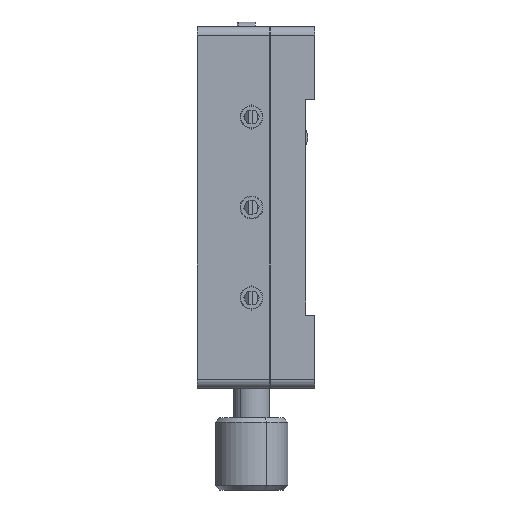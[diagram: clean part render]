
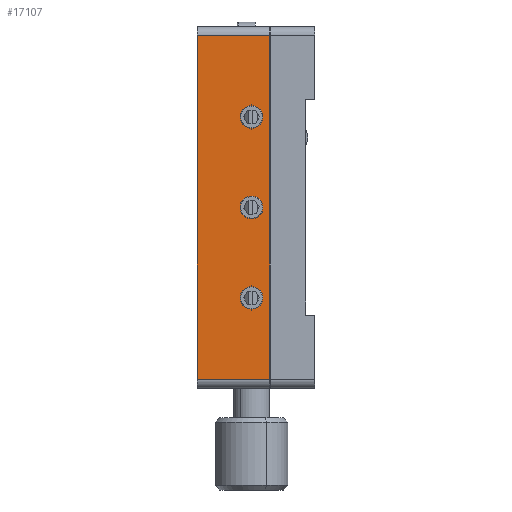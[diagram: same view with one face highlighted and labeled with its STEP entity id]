
A CAD part, left-side view. The second image highlights one B-rep face of the part: STEP entity #17107.
In plain terms, the highlighted planar face has unit normal (-1, 0, 0).
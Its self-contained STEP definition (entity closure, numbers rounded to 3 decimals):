
#191 = CARTESIAN_POINT ( 'NONE',  ( -20., 6., 10. ) ) ;
#265 = DIRECTION ( 'NONE',  ( 0., 0., 1. ) ) ;
#1067 = DIRECTION ( 'NONE',  ( -1., 0., 0. ) ) ;
#1232 = LINE ( 'NONE', #11666, #12326 ) ;
#1728 = VERTEX_POINT ( 'NONE', #14911 ) ;
#1808 = DIRECTION ( 'NONE',  ( -1., 0., 0. ) ) ;
#1838 = ORIENTED_EDGE ( 'NONE', *, *, #9977, .F. ) ;
#1899 = EDGE_CURVE ( 'NONE', #18279, #3019, #11023, .T. ) ;
#2035 = VECTOR ( 'NONE', #18351, 1000. ) ;
#2071 = CARTESIAN_POINT ( 'NONE',  ( -20., 6., 10. ) ) ;
#2114 = EDGE_CURVE ( 'NONE', #3019, #18279, #13187, .T. ) ;
#2121 = FACE_OUTER_BOUND ( 'NONE', #3515, .T. ) ;
#2606 = CARTESIAN_POINT ( 'NONE',  ( -20., 6., -8.75 ) ) ;
#2809 = CARTESIAN_POINT ( 'NONE',  ( -20., 4., -19. ) ) ;
#2835 = VECTOR ( 'NONE', #4632, 1000. ) ;
#3019 = VERTEX_POINT ( 'NONE', #10490 ) ;
#3294 = VERTEX_POINT ( 'NONE', #9803 ) ;
#3515 = EDGE_LOOP ( 'NONE', ( #9136, #16265, #5555, #5064 ) ) ;
#3830 = LINE ( 'NONE', #12517, #2835 ) ;
#4116 = AXIS2_PLACEMENT_3D ( 'NONE', #7080, #1067, #10457 ) ;
#4171 = DIRECTION ( 'NONE',  ( 0., -1., 0. ) ) ;
#4186 = VERTEX_POINT ( 'NONE', #2606 ) ;
#4632 = DIRECTION ( 'NONE',  ( 0., -1., 0. ) ) ;
#4725 = EDGE_CURVE ( 'NONE', #3294, #4768, #3830, .T. ) ;
#4768 = VERTEX_POINT ( 'NONE', #2809 ) ;
#5064 = ORIENTED_EDGE ( 'NONE', *, *, #4725, .T. ) ;
#5250 = DIRECTION ( 'NONE',  ( 0., 1., 0. ) ) ;
#5555 = ORIENTED_EDGE ( 'NONE', *, *, #15410, .F. ) ;
#5849 = DIRECTION ( 'NONE',  ( -1., 0., 0. ) ) ;
#6454 = CARTESIAN_POINT ( 'NONE',  ( -20., 4., 19. ) ) ;
#7012 = AXIS2_PLACEMENT_3D ( 'NONE', #2071, #18073, #19520 ) ;
#7080 = CARTESIAN_POINT ( 'NONE',  ( -20., 6., 0. ) ) ;
#7428 = DIRECTION ( 'NONE',  ( -1., 0., 0. ) ) ;
#7635 = CIRCLE ( 'NONE', #12256, 1.25 ) ;
#7817 = CARTESIAN_POINT ( 'NONE',  ( -20., 6., 11.25 ) ) ;
#7845 = ORIENTED_EDGE ( 'NONE', *, *, #8525, .F. ) ;
#8009 = CARTESIAN_POINT ( 'NONE',  ( -20., 6., -10. ) ) ;
#8485 = VERTEX_POINT ( 'NONE', #16711 ) ;
#8525 = EDGE_CURVE ( 'NONE', #8485, #4186, #7635, .T. ) ;
#8848 = CIRCLE ( 'NONE', #7012, 1.25 ) ;
#8952 = AXIS2_PLACEMENT_3D ( 'NONE', #8009, #14597, #17699 ) ;
#9021 = LINE ( 'NONE', #11282, #18899 ) ;
#9136 = ORIENTED_EDGE ( 'NONE', *, *, #12367, .T. ) ;
#9551 = FACE_BOUND ( 'NONE', #17441, .T. ) ;
#9803 = CARTESIAN_POINT ( 'NONE',  ( -20., 12., -19. ) ) ;
#9878 = EDGE_CURVE ( 'NONE', #18717, #17276, #11299, .T. ) ;
#9977 = EDGE_CURVE ( 'NONE', #17276, #18717, #8848, .T. ) ;
#10281 = CARTESIAN_POINT ( 'NONE',  ( -20., 6., 0. ) ) ;
#10440 = DIRECTION ( 'NONE',  ( 1., 0., 0. ) ) ;
#10457 = DIRECTION ( 'NONE',  ( 0., 0., 1. ) ) ;
#10490 = CARTESIAN_POINT ( 'NONE',  ( -20., 6., 1.25 ) ) ;
#10540 = FACE_BOUND ( 'NONE', #19930, .T. ) ;
#10852 = AXIS2_PLACEMENT_3D ( 'NONE', #10281, #5849, #13561 ) ;
#10939 = CARTESIAN_POINT ( 'NONE',  ( -20., 6., 8.75 ) ) ;
#11023 = CIRCLE ( 'NONE', #10852, 1.25 ) ;
#11038 = FACE_BOUND ( 'NONE', #16293, .T. ) ;
#11282 = CARTESIAN_POINT ( 'NONE',  ( -20., 12., 19. ) ) ;
#11299 = CIRCLE ( 'NONE', #16632, 1.25 ) ;
#11666 = CARTESIAN_POINT ( 'NONE',  ( -20., 12., -20. ) ) ;
#11859 = AXIS2_PLACEMENT_3D ( 'NONE', #19874, #10440, #4171 ) ;
#12256 = AXIS2_PLACEMENT_3D ( 'NONE', #16850, #7428, #20024 ) ;
#12326 = VECTOR ( 'NONE', #13366, 1000. ) ;
#12367 = EDGE_CURVE ( 'NONE', #4768, #15749, #13647, .T. ) ;
#12517 = CARTESIAN_POINT ( 'NONE',  ( -20., 12., -19. ) ) ;
#13187 = CIRCLE ( 'NONE', #4116, 1.25 ) ;
#13366 = DIRECTION ( 'NONE',  ( 0., 0., 1. ) ) ;
#13561 = DIRECTION ( 'NONE',  ( 0., 0., 1. ) ) ;
#13647 = LINE ( 'NONE', #18562, #2035 ) ;
#14402 = ORIENTED_EDGE ( 'NONE', *, *, #16191, .F. ) ;
#14597 = DIRECTION ( 'NONE',  ( -1., 0., 0. ) ) ;
#14911 = CARTESIAN_POINT ( 'NONE',  ( -20., 12., 19. ) ) ;
#15410 = EDGE_CURVE ( 'NONE', #3294, #1728, #1232, .T. ) ;
#15749 = VERTEX_POINT ( 'NONE', #6454 ) ;
#16191 = EDGE_CURVE ( 'NONE', #4186, #8485, #19949, .T. ) ;
#16265 = ORIENTED_EDGE ( 'NONE', *, *, #18275, .T. ) ;
#16293 = EDGE_LOOP ( 'NONE', ( #19350, #18353 ) ) ;
#16504 = ORIENTED_EDGE ( 'NONE', *, *, #9878, .F. ) ;
#16632 = AXIS2_PLACEMENT_3D ( 'NONE', #191, #1808, #265 ) ;
#16711 = CARTESIAN_POINT ( 'NONE',  ( -20., 6., -11.25 ) ) ;
#16850 = CARTESIAN_POINT ( 'NONE',  ( -20., 6., -10. ) ) ;
#17107 = ADVANCED_FACE ( 'NONE', ( #10540, #9551, #11038, #2121 ), #18223, .F. ) ;
#17276 = VERTEX_POINT ( 'NONE', #7817 ) ;
#17441 = EDGE_LOOP ( 'NONE', ( #1838, #16504 ) ) ;
#17693 = CARTESIAN_POINT ( 'NONE',  ( -20., 6., -1.25 ) ) ;
#17699 = DIRECTION ( 'NONE',  ( 0., 0., 1. ) ) ;
#18073 = DIRECTION ( 'NONE',  ( -1., 0., 0. ) ) ;
#18223 = PLANE ( 'NONE',  #11859 ) ;
#18275 = EDGE_CURVE ( 'NONE', #15749, #1728, #9021, .T. ) ;
#18279 = VERTEX_POINT ( 'NONE', #17693 ) ;
#18351 = DIRECTION ( 'NONE',  ( 0., 0., 1. ) ) ;
#18353 = ORIENTED_EDGE ( 'NONE', *, *, #1899, .F. ) ;
#18562 = CARTESIAN_POINT ( 'NONE',  ( -20., 4., -20. ) ) ;
#18717 = VERTEX_POINT ( 'NONE', #10939 ) ;
#18899 = VECTOR ( 'NONE', #5250, 1000. ) ;
#19350 = ORIENTED_EDGE ( 'NONE', *, *, #2114, .F. ) ;
#19520 = DIRECTION ( 'NONE',  ( 0., 0., 1. ) ) ;
#19874 = CARTESIAN_POINT ( 'NONE',  ( -20., 12., -20. ) ) ;
#19930 = EDGE_LOOP ( 'NONE', ( #14402, #7845 ) ) ;
#19949 = CIRCLE ( 'NONE', #8952, 1.25 ) ;
#20024 = DIRECTION ( 'NONE',  ( 0., 0., 1. ) ) ;
